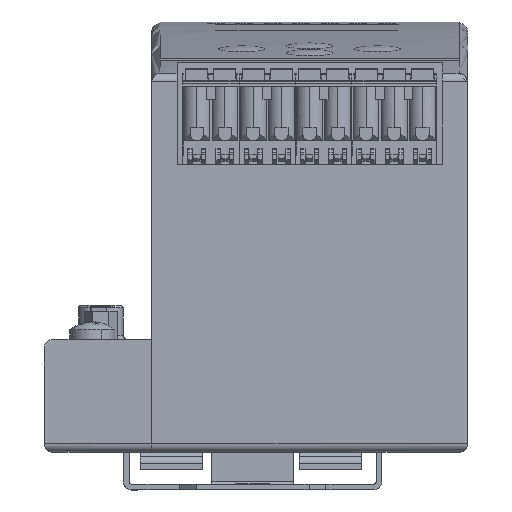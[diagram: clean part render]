
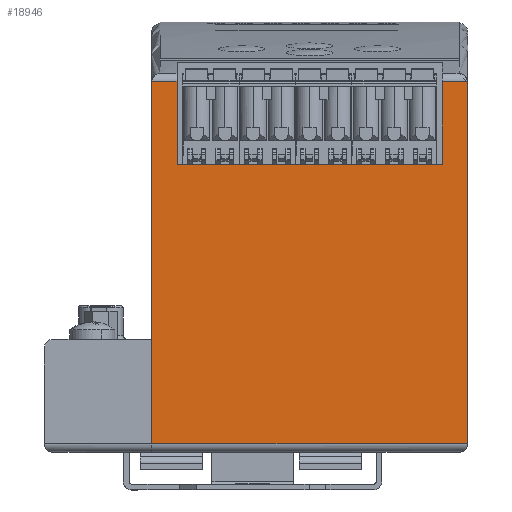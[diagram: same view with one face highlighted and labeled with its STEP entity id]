
A CAD part, front view. The second image highlights one B-rep face of the part: STEP entity #18946.
In plain terms, the highlighted planar face has unit normal (0, -1, 0).
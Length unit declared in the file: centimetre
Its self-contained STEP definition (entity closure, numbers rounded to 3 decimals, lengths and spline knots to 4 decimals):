
#622=PLANE('',#24865);
#1306=B_SPLINE_CURVE_WITH_KNOTS('',3,(#26649,#26650,#26651,#26652,#26653,
#26654,#26655,#26656,#26657,#26658,#26659,#26660,#26661,#26662,#26663,#26664,
#26665,#26666,#26667,#26668,#26669,#26670,#26671,#26672,#26673,#26674,#26675,
#26676,#26677,#26678,#26679,#26680,#26681,#26682),.UNSPECIFIED.,.T.,.U.,
(4,2,2,2,2,2,2,2,2,2,2,2,2,2,2,2,4),(0.,0.0553,0.111,
0.167,0.2234,0.2798,0.3358,
0.3915,0.4468,0.5022,0.5578,
0.6139,0.6702,0.7266,0.7827,
0.8383,0.8937),.UNSPECIFIED.);
#1309=B_SPLINE_CURVE_WITH_KNOTS('',3,(#26727,#26728,#26729,#26730,#26731,
#26732,#26733,#26734,#26735,#26736,#26737,#26738,#26739,#26740,#26741,#26742,
#26743,#26744,#26745,#26746,#26747,#26748,#26749,#26750,#26751,#26752,#26753,
#26754,#26755,#26756,#26757,#26758,#26759,#26760),.UNSPECIFIED.,.T.,.U.,
(4,2,2,2,2,2,2,2,2,2,2,2,2,2,2,2,4),(0.,0.0553,0.111,
0.167,0.2234,0.2798,0.3358,0.3915,
0.4468,0.5022,0.5578,0.6139,
0.6702,0.7266,0.7827,0.8383,0.8937),
 .UNSPECIFIED.);
#1360=VECTOR('',#20047,1.);
#1363=VECTOR('',#20056,1.);
#1368=VECTOR('',#20074,1.);
#1371=VECTOR('',#20080,1.);
#1375=VECTOR('',#20091,1.);
#1376=VECTOR('',#20092,1.);
#1377=VECTOR('',#20093,1.);
#1378=VECTOR('',#20094,1.);
#3289=LINE('',#26701,#1360);
#3292=LINE('',#26709,#1363);
#3297=LINE('',#26774,#1368);
#3300=LINE('',#26779,#1371);
#3304=LINE('',#26792,#1375);
#3305=LINE('',#26793,#1376);
#3306=LINE('',#26794,#1377);
#3307=LINE('',#26796,#1378);
#5531=VERTEX_POINT('',#26648);
#5532=VERTEX_POINT('',#26683);
#5533=VERTEX_POINT('',#26698);
#5536=VERTEX_POINT('',#26708);
#5537=VERTEX_POINT('',#26710);
#5539=VERTEX_POINT('',#26761);
#5540=VERTEX_POINT('',#26768);
#5543=VERTEX_POINT('',#26773);
#5544=VERTEX_POINT('',#26780);
#5548=VERTEX_POINT('',#26795);
#8064=EDGE_CURVE('',#5531,#5532,#1306,.T.);
#8068=EDGE_CURVE('',#5532,#5533,#3289,.T.);
#8072=EDGE_CURVE('',#5536,#5537,#3292,.T.);
#8076=EDGE_CURVE('',#5537,#5539,#1309,.T.);
#8083=EDGE_CURVE('',#5543,#5540,#3297,.T.);
#8086=EDGE_CURVE('',#5544,#5533,#3300,.T.);
#8093=EDGE_CURVE('',#5531,#5540,#3304,.T.);
#8094=EDGE_CURVE('',#5543,#5539,#3305,.T.);
#8095=EDGE_CURVE('',#5536,#5548,#3306,.T.);
#8096=EDGE_CURVE('',#5548,#5544,#3307,.T.);
#10960=ORIENTED_EDGE('',*,*,#8068,.F.);
#10961=ORIENTED_EDGE('',*,*,#8064,.F.);
#10962=ORIENTED_EDGE('',*,*,#8093,.T.);
#10963=ORIENTED_EDGE('',*,*,#8083,.F.);
#10964=ORIENTED_EDGE('',*,*,#8094,.T.);
#10965=ORIENTED_EDGE('',*,*,#8076,.F.);
#10966=ORIENTED_EDGE('',*,*,#8072,.F.);
#10967=ORIENTED_EDGE('',*,*,#8095,.T.);
#10968=ORIENTED_EDGE('',*,*,#8096,.T.);
#10969=ORIENTED_EDGE('',*,*,#8086,.T.);
#16613=EDGE_LOOP('',(#10960,#10961,#10962,#10963,#10964,#10965,#10966,#10967,
#10968,#10969));
#17780=FACE_BOUND('',#16613,.T.);
#18946=ADVANCED_FACE('',(#17780),#622,.T.);
#20047=DIRECTION('',(1.,0.,0.));
#20056=DIRECTION('',(1.,0.,0.));
#20074=DIRECTION('',(-1.,0.,0.));
#20080=DIRECTION('',(0.,0.,1.));
#20090=DIRECTION('',(0.,-1.,0.));
#20091=DIRECTION('',(0.,0.,-1.));
#20092=DIRECTION('',(0.,0.,1.));
#20093=DIRECTION('',(0.,0.,-1.));
#20094=DIRECTION('',(-1.,0.,0.));
#24865=AXIS2_PLACEMENT_3D('',#26791,#20090,$);
#26648=CARTESIAN_POINT('',(-2.8,-6.05,6.5483));
#26649=CARTESIAN_POINT('',(-2.65,-6.05,6.7));
#26650=CARTESIAN_POINT('',(-2.6316,-6.05,6.7));
#26651=CARTESIAN_POINT('',(-2.6099,-6.05,6.6956));
#26652=CARTESIAN_POINT('',(-2.5757,-6.05,6.6814));
#26653=CARTESIAN_POINT('',(-2.5572,-6.05,6.669));
#26654=CARTESIAN_POINT('',(-2.531,-6.05,6.6425));
#26655=CARTESIAN_POINT('',(-2.5186,-6.05,6.6239));
#26656=CARTESIAN_POINT('',(-2.5044,-6.05,6.5892));
#26657=CARTESIAN_POINT('',(-2.5,-6.05,6.5671));
#26658=CARTESIAN_POINT('',(-2.5,-6.05,6.5295));
#26659=CARTESIAN_POINT('',(-2.5044,-6.05,6.5074));
#26660=CARTESIAN_POINT('',(-2.5186,-6.05,6.4727));
#26661=CARTESIAN_POINT('',(-2.531,-6.05,6.454));
#26662=CARTESIAN_POINT('',(-2.5572,-6.05,6.4276));
#26663=CARTESIAN_POINT('',(-2.5757,-6.05,6.4152));
#26664=CARTESIAN_POINT('',(-2.6099,-6.05,6.4009));
#26665=CARTESIAN_POINT('',(-2.6316,-6.05,6.3966));
#26666=CARTESIAN_POINT('',(-2.6684,-6.05,6.3966));
#26667=CARTESIAN_POINT('',(-2.6901,-6.05,6.4009));
#26668=CARTESIAN_POINT('',(-2.7243,-6.05,6.4152));
#26669=CARTESIAN_POINT('',(-2.7428,-6.05,6.4276));
#26670=CARTESIAN_POINT('',(-2.769,-6.05,6.454));
#26671=CARTESIAN_POINT('',(-2.7814,-6.05,6.4727));
#26672=CARTESIAN_POINT('',(-2.7956,-6.05,6.5074));
#26673=CARTESIAN_POINT('',(-2.8,-6.05,6.5295));
#26674=CARTESIAN_POINT('',(-2.8,-6.05,6.5671));
#26675=CARTESIAN_POINT('',(-2.7956,-6.05,6.5892));
#26676=CARTESIAN_POINT('',(-2.7814,-6.05,6.6239));
#26677=CARTESIAN_POINT('',(-2.769,-6.05,6.6425));
#26678=CARTESIAN_POINT('',(-2.7428,-6.05,6.669));
#26679=CARTESIAN_POINT('',(-2.7243,-6.05,6.6814));
#26680=CARTESIAN_POINT('',(-2.6901,-6.05,6.6956));
#26681=CARTESIAN_POINT('',(-2.6684,-6.05,6.7));
#26682=CARTESIAN_POINT('',(-2.65,-6.05,6.7));
#26683=CARTESIAN_POINT('',(-2.7983,-6.05,6.5709));
#26698=CARTESIAN_POINT('',(-2.35,-6.05,6.5709));
#26701=CARTESIAN_POINT('',(-2.8,-6.05,6.5709));
#26708=CARTESIAN_POINT('',(2.35,-6.05,6.5709));
#26709=CARTESIAN_POINT('',(-2.8,-6.05,6.5709));
#26710=CARTESIAN_POINT('',(2.7983,-6.05,6.5709));
#26727=CARTESIAN_POINT('',(2.65,-6.05,6.7));
#26728=CARTESIAN_POINT('',(2.6684,-6.05,6.7));
#26729=CARTESIAN_POINT('',(2.6901,-6.05,6.6956));
#26730=CARTESIAN_POINT('',(2.7243,-6.05,6.6814));
#26731=CARTESIAN_POINT('',(2.7428,-6.05,6.669));
#26732=CARTESIAN_POINT('',(2.769,-6.05,6.6425));
#26733=CARTESIAN_POINT('',(2.7814,-6.05,6.6239));
#26734=CARTESIAN_POINT('',(2.7956,-6.05,6.5892));
#26735=CARTESIAN_POINT('',(2.8,-6.05,6.5671));
#26736=CARTESIAN_POINT('',(2.8,-6.05,6.5295));
#26737=CARTESIAN_POINT('',(2.7956,-6.05,6.5074));
#26738=CARTESIAN_POINT('',(2.7814,-6.05,6.4727));
#26739=CARTESIAN_POINT('',(2.769,-6.05,6.454));
#26740=CARTESIAN_POINT('',(2.7428,-6.05,6.4276));
#26741=CARTESIAN_POINT('',(2.7243,-6.05,6.4152));
#26742=CARTESIAN_POINT('',(2.6901,-6.05,6.4009));
#26743=CARTESIAN_POINT('',(2.6684,-6.05,6.3966));
#26744=CARTESIAN_POINT('',(2.6316,-6.05,6.3966));
#26745=CARTESIAN_POINT('',(2.6099,-6.05,6.4009));
#26746=CARTESIAN_POINT('',(2.5757,-6.05,6.4152));
#26747=CARTESIAN_POINT('',(2.5572,-6.05,6.4276));
#26748=CARTESIAN_POINT('',(2.531,-6.05,6.454));
#26749=CARTESIAN_POINT('',(2.5186,-6.05,6.4727));
#26750=CARTESIAN_POINT('',(2.5044,-6.05,6.5074));
#26751=CARTESIAN_POINT('',(2.5,-6.05,6.5295));
#26752=CARTESIAN_POINT('',(2.5,-6.05,6.5671));
#26753=CARTESIAN_POINT('',(2.5044,-6.05,6.5892));
#26754=CARTESIAN_POINT('',(2.5186,-6.05,6.6239));
#26755=CARTESIAN_POINT('',(2.531,-6.05,6.6425));
#26756=CARTESIAN_POINT('',(2.5572,-6.05,6.669));
#26757=CARTESIAN_POINT('',(2.5757,-6.05,6.6814));
#26758=CARTESIAN_POINT('',(2.6099,-6.05,6.6956));
#26759=CARTESIAN_POINT('',(2.6316,-6.05,6.7));
#26760=CARTESIAN_POINT('',(2.65,-6.05,6.7));
#26761=CARTESIAN_POINT('',(2.8,-6.05,6.5483));
#26768=CARTESIAN_POINT('',(-2.8,-6.05,0.15));
#26773=CARTESIAN_POINT('',(2.8,-6.05,0.15));
#26774=CARTESIAN_POINT('',(-2.8,-6.05,0.15));
#26779=CARTESIAN_POINT('',(-2.35,-6.05,6.175));
#26780=CARTESIAN_POINT('',(-2.35,-6.05,5.1));
#26791=CARTESIAN_POINT('',(-2.8,-6.05,3.35));
#26792=CARTESIAN_POINT('',(-2.8,-6.05,6.7));
#26793=CARTESIAN_POINT('',(2.8,-6.05,6.7));
#26794=CARTESIAN_POINT('',(2.35,-6.05,6.175));
#26795=CARTESIAN_POINT('',(2.35,-6.05,5.1));
#26796=CARTESIAN_POINT('',(-1.4,-6.05,5.1));
